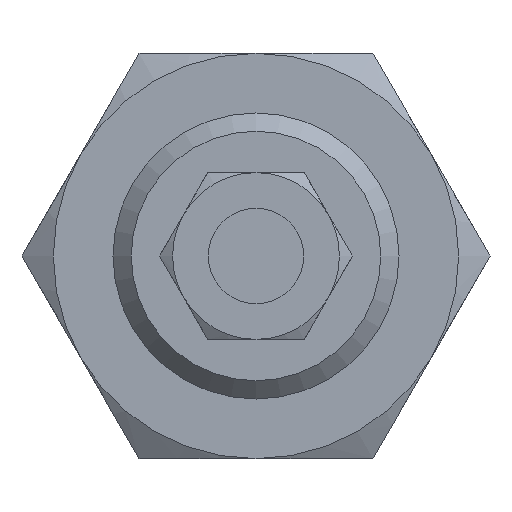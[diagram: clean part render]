
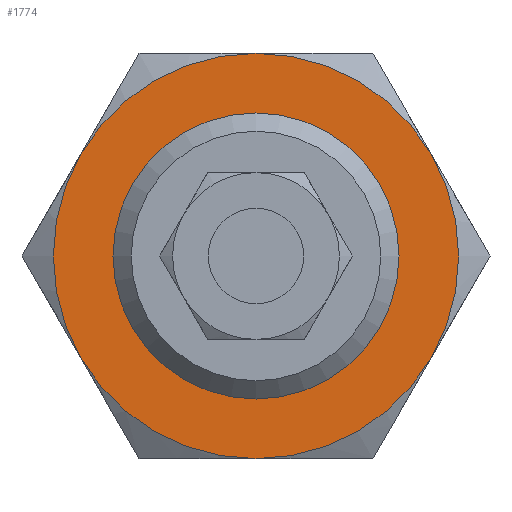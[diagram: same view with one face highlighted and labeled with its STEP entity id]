
A CAD part, left-side view. The second image highlights one B-rep face of the part: STEP entity #1774.
In plain terms, the highlighted planar face has unit normal (-1, 0, 0).
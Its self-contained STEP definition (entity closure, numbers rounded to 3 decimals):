
#244=PLANE('',#1990);
#686=ORIENTED_EDGE('',*,*,#1000,.F.);
#687=ORIENTED_EDGE('',*,*,#999,.F.);
#688=ORIENTED_EDGE('',*,*,#998,.F.);
#689=ORIENTED_EDGE('',*,*,#1001,.F.);
#690=ORIENTED_EDGE('',*,*,#997,.F.);
#691=ORIENTED_EDGE('',*,*,#996,.F.);
#692=ORIENTED_EDGE('',*,*,#995,.T.);
#995=EDGE_CURVE('',#1188,#1188,#1293,.T.);
#996=EDGE_CURVE('',#1177,#1174,#1294,.T.);
#997=EDGE_CURVE('',#1174,#1184,#1295,.T.);
#998=EDGE_CURVE('',#1183,#1181,#1296,.T.);
#999=EDGE_CURVE('',#1181,#1179,#1297,.T.);
#1000=EDGE_CURVE('',#1179,#1177,#1298,.T.);
#1001=EDGE_CURVE('',#1184,#1183,#1299,.T.);
#1174=VERTEX_POINT('',#3057);
#1177=VERTEX_POINT('',#3071);
#1179=VERTEX_POINT('',#3083);
#1181=VERTEX_POINT('',#3095);
#1183=VERTEX_POINT('',#3107);
#1184=VERTEX_POINT('',#3118);
#1188=VERTEX_POINT('',#3133);
#1293=CIRCLE('',#1979,6.);
#1294=CIRCLE('',#1981,8.5);
#1295=CIRCLE('',#1983,8.5);
#1296=CIRCLE('',#1985,8.5);
#1297=CIRCLE('',#1987,8.5);
#1298=CIRCLE('',#1989,8.5);
#1299=CIRCLE('',#1991,8.5);
#1438=EDGE_LOOP('',(#686,#687,#688,#689,#690,#691));
#1439=EDGE_LOOP('',(#692));
#1607=FACE_BOUND('',#1438,.T.);
#1608=FACE_BOUND('',#1439,.T.);
#1774=ADVANCED_FACE('',(#1607,#1608),#244,.F.);
#1979=AXIS2_PLACEMENT_3D('',#3132,#2404,#2405);
#1981=AXIS2_PLACEMENT_3D('',#3135,#2408,#2409);
#1983=AXIS2_PLACEMENT_3D('',#3137,#2412,#2413);
#1985=AXIS2_PLACEMENT_3D('',#3139,#2416,#2417);
#1987=AXIS2_PLACEMENT_3D('',#3141,#2420,#2421);
#1989=AXIS2_PLACEMENT_3D('',#3143,#2424,#2425);
#1990=AXIS2_PLACEMENT_3D('',#3144,#2426,#2427);
#1991=AXIS2_PLACEMENT_3D('',#3145,#2428,#2429);
#2404=DIRECTION('',(1.,0.,0.));
#2405=DIRECTION('',(0.,0.,-1.));
#2408=DIRECTION('',(1.,0.,0.));
#2409=DIRECTION('',(0.,0.,-1.));
#2412=DIRECTION('',(1.,0.,0.));
#2413=DIRECTION('',(0.,0.,-1.));
#2416=DIRECTION('',(1.,0.,0.));
#2417=DIRECTION('',(0.,0.,-1.));
#2420=DIRECTION('',(1.,0.,0.));
#2421=DIRECTION('',(0.,0.,-1.));
#2424=DIRECTION('',(1.,0.,0.));
#2425=DIRECTION('',(0.,0.,-1.));
#2426=DIRECTION('',(1.,0.,0.));
#2427=DIRECTION('',(0.,0.,-1.));
#2428=DIRECTION('',(1.,0.,0.));
#2429=DIRECTION('',(0.,0.,-1.));
#3057=CARTESIAN_POINT('',(-11.,0.,8.5));
#3071=CARTESIAN_POINT('',(-11.,7.361,4.25));
#3083=CARTESIAN_POINT('',(-11.,7.361,-4.25));
#3095=CARTESIAN_POINT('',(-11.,0.,-8.5));
#3107=CARTESIAN_POINT('',(-11.,-7.361,-4.25));
#3118=CARTESIAN_POINT('',(-11.,-7.361,4.25));
#3132=CARTESIAN_POINT('',(-11.,0.,0.));
#3133=CARTESIAN_POINT('',(-11.,0.,-6.));
#3135=CARTESIAN_POINT('',(-11.,0.,0.));
#3137=CARTESIAN_POINT('',(-11.,0.,0.));
#3139=CARTESIAN_POINT('',(-11.,0.,0.));
#3141=CARTESIAN_POINT('',(-11.,0.,0.));
#3143=CARTESIAN_POINT('',(-11.,0.,0.));
#3144=CARTESIAN_POINT('',(-11.,0.,0.));
#3145=CARTESIAN_POINT('',(-11.,0.,0.));
